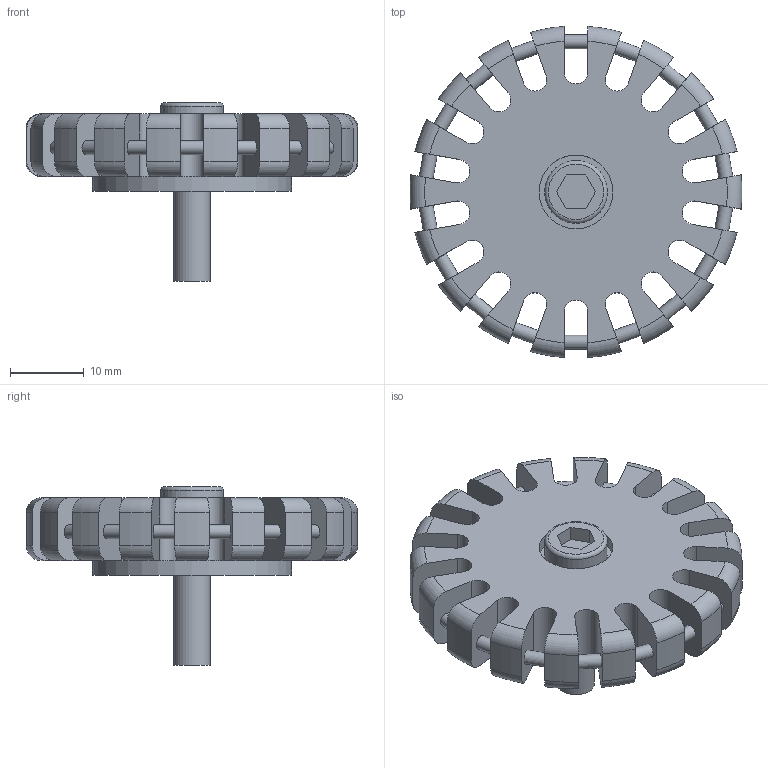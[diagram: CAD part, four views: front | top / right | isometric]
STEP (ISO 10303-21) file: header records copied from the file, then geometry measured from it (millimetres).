
FILE_DESCRIPTION(/* description */ (''),/* implementation_level */ '2;1');
FILE_NAME(/* name */ 'wheel_simplified2_ipt_f22f5bfb.STEP',/* time_stamp */ '2022-09-29T20:06:16-03:00',/* author */ ('victo'),/* organization */ (''),/* preprocessor_version */ 'ST-DEVELOPER v18.1',/* originating_system */ 'Autodesk Inventor 2021',/* authorisation */ '');
FILE_SCHEMA (('AUTOMOTIVE_DESIGN { 1 0 10303 214 3 1 1 }'));
Length unit declared in the file: millimetre
Products named in the file (1): wheel_simplified2
Bounding box: 44.97 x 44.89 x 24.2 mm (x, y, z)
Volume: 11271.9 mm3; surface area: 6252.3 mm2
Topology: 1 solids, 1 shells, 144 faces, 452 edges, 315 vertices
Faces by surface type: cylinder 58, plane 49, torus 37
Full cylindrical faces by diameter (mm): 1.9 x18, 5 x1, 8.5 x1, 10 x1, 27 x1
Entity records: 5939 total; most frequent: CARTESIAN_POINT 1560, ORIENTED_EDGE 904, DIRECTION 866, EDGE_CURVE 452, AXIS2_PLACEMENT_3D 341, VERTEX_POINT 315, CIRCLE 196, EDGE_LOOP 185
